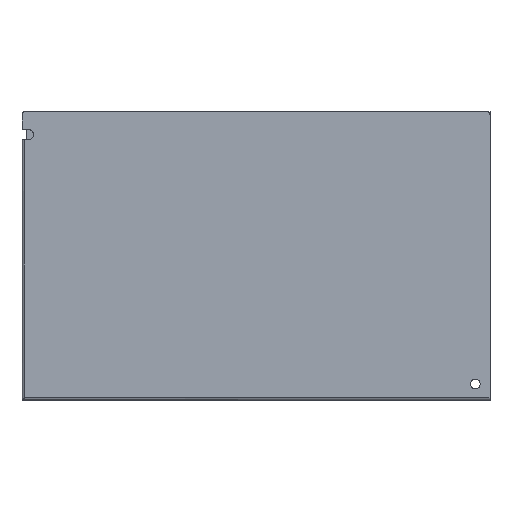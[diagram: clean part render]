
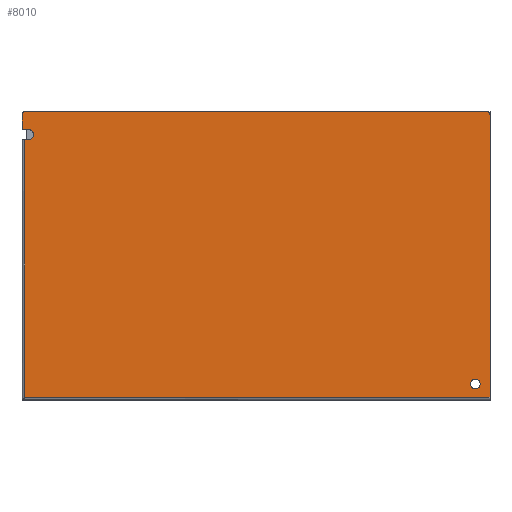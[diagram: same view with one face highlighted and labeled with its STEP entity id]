
A CAD part, front view. The second image highlights one B-rep face of the part: STEP entity #8010.
In plain terms, the highlighted planar face has unit normal (0, -1, 0).
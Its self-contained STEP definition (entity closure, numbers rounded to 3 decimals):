
#659 = VECTOR ( 'NONE', #46368, 1000. ) ;
#833 = LINE ( 'NONE', #4571, #659 ) ;
#1186 = VECTOR ( 'NONE', #20595, 1000. ) ;
#1812 = DIRECTION ( 'NONE',  ( 0., -1., 0. ) ) ;
#2655 = EDGE_CURVE ( 'NONE', #17876, #36851, #25953, .T. ) ;
#3394 = CARTESIAN_POINT ( 'NONE',  ( 89.793, 0., -53.916 ) ) ;
#4571 = CARTESIAN_POINT ( 'NONE',  ( -68.207, 0., -53.916 ) ) ;
#4996 = ORIENTED_EDGE ( 'NONE', *, *, #37265, .F. ) ;
#5220 = CARTESIAN_POINT ( 'NONE',  ( 88.793, 0., 44.084 ) ) ;
#5296 = CARTESIAN_POINT ( 'NONE',  ( -69.207, 0., 44.084 ) ) ;
#6014 = PLANE ( 'NONE',  #15056 ) ;
#6084 = DIRECTION ( 'NONE',  ( 0., 0., 1. ) ) ;
#6115 = VERTEX_POINT ( 'NONE', #20036 ) ;
#6134 = DIRECTION ( 'NONE',  ( 1., 0., 0. ) ) ;
#6304 = VERTEX_POINT ( 'NONE', #47010 ) ;
#6590 = VERTEX_POINT ( 'NONE', #5220 ) ;
#6698 = LINE ( 'NONE', #22497, #44999 ) ;
#6954 = EDGE_CURVE ( 'NONE', #36851, #40625, #26435, .T. ) ;
#7253 = DIRECTION ( 'NONE',  ( 0., -1., 0. ) ) ;
#7579 = AXIS2_PLACEMENT_3D ( 'NONE', #45596, #7253, #41647 ) ;
#7580 = LINE ( 'NONE', #3394, #35223 ) ;
#7894 = DIRECTION ( 'NONE',  ( 0., 0., 1. ) ) ;
#8010 = ADVANCED_FACE ( 'NONE', ( #47091, #31502 ), #6014, .T. ) ;
#8617 = CARTESIAN_POINT ( 'NONE',  ( 84.793, 0., -50.066 ) ) ;
#8937 = CARTESIAN_POINT ( 'NONE',  ( -67.057, 0., 38.084 ) ) ;
#9159 = CARTESIAN_POINT ( 'NONE',  ( -67.057, 0., 36.334 ) ) ;
#9496 = ORIENTED_EDGE ( 'NONE', *, *, #20509, .F. ) ;
#9593 = EDGE_CURVE ( 'NONE', #9695, #40346, #47471, .T. ) ;
#9695 = VERTEX_POINT ( 'NONE', #46246 ) ;
#9793 = CARTESIAN_POINT ( 'NONE',  ( 84.793, 0., -48.416 ) ) ;
#11856 = DIRECTION ( 'NONE',  ( 0., 1., 0. ) ) ;
#14497 = DIRECTION ( 'NONE',  ( 0., 0., 1. ) ) ;
#14640 = EDGE_CURVE ( 'NONE', #6115, #6590, #39976, .T. ) ;
#15056 = AXIS2_PLACEMENT_3D ( 'NONE', #39412, #1812, #17358 ) ;
#15553 = ORIENTED_EDGE ( 'NONE', *, *, #31427, .T. ) ;
#15728 = VECTOR ( 'NONE', #37819, 1000. ) ;
#17319 = EDGE_CURVE ( 'NONE', #17553, #6304, #833, .T. ) ;
#17358 = DIRECTION ( 'NONE',  ( 0., 0., -1. ) ) ;
#17553 = VERTEX_POINT ( 'NONE', #43625 ) ;
#17876 = VERTEX_POINT ( 'NONE', #8937 ) ;
#18040 = EDGE_CURVE ( 'NONE', #6304, #38172, #6698, .T. ) ;
#18566 = AXIS2_PLACEMENT_3D ( 'NONE', #9793, #39981, #6084 ) ;
#18768 = CIRCLE ( 'NONE', #40928, 1.75 ) ;
#18976 = VECTOR ( 'NONE', #48478, 1000. ) ;
#19080 = CIRCLE ( 'NONE', #38084, 1. ) ;
#19982 = VECTOR ( 'NONE', #6134, 1000. ) ;
#20036 = CARTESIAN_POINT ( 'NONE',  ( 89.793, 0., 43.084 ) ) ;
#20509 = EDGE_CURVE ( 'NONE', #17553, #27882, #33588, .T. ) ;
#20572 = CARTESIAN_POINT ( 'NONE',  ( -69.207, 0., 38.084 ) ) ;
#20595 = DIRECTION ( 'NONE',  ( 1., 0., 0. ) ) ;
#22497 = CARTESIAN_POINT ( 'NONE',  ( 0., 0., -52.916 ) ) ;
#22545 = CIRCLE ( 'NONE', #18566, 1.65 ) ;
#22941 = ORIENTED_EDGE ( 'NONE', *, *, #18040, .T. ) ;
#23187 = CARTESIAN_POINT ( 'NONE',  ( -68.207, 0., 43.084 ) ) ;
#23767 = ORIENTED_EDGE ( 'NONE', *, *, #28584, .T. ) ;
#24354 = CARTESIAN_POINT ( 'NONE',  ( -67.057, 0., 34.584 ) ) ;
#25953 = LINE ( 'NONE', #40828, #18976 ) ;
#26224 = DIRECTION ( 'NONE',  ( 1., 0., 0. ) ) ;
#26420 = DIRECTION ( 'NONE',  ( 0., 0., -1. ) ) ;
#26435 = LINE ( 'NONE', #41539, #15728 ) ;
#27882 = VERTEX_POINT ( 'NONE', #24354 ) ;
#28584 = EDGE_CURVE ( 'NONE', #41349, #40625, #19080, .T. ) ;
#30616 = DIRECTION ( 'NONE',  ( 0., -1., 0. ) ) ;
#30668 = ORIENTED_EDGE ( 'NONE', *, *, #43353, .T. ) ;
#31427 = EDGE_CURVE ( 'NONE', #38172, #6115, #7580, .T. ) ;
#31502 = FACE_OUTER_BOUND ( 'NONE', #39236, .T. ) ;
#31513 = LINE ( 'NONE', #5296, #1186 ) ;
#31987 = ORIENTED_EDGE ( 'NONE', *, *, #35026, .F. ) ;
#32351 = ORIENTED_EDGE ( 'NONE', *, *, #17319, .T. ) ;
#33228 = CARTESIAN_POINT ( 'NONE',  ( 84.793, 0., -48.416 ) ) ;
#33588 = LINE ( 'NONE', #48686, #19982 ) ;
#33759 = CARTESIAN_POINT ( 'NONE',  ( -68.207, 0., 44.084 ) ) ;
#35026 = EDGE_CURVE ( 'NONE', #41349, #6590, #31513, .T. ) ;
#35223 = VECTOR ( 'NONE', #14497, 1000. ) ;
#35638 = DIRECTION ( 'NONE',  ( 0., 0., -1. ) ) ;
#36851 = VERTEX_POINT ( 'NONE', #20572 ) ;
#37265 = EDGE_CURVE ( 'NONE', #27882, #17876, #18768, .T. ) ;
#37819 = DIRECTION ( 'NONE',  ( 0., 0., 1. ) ) ;
#38084 = AXIS2_PLACEMENT_3D ( 'NONE', #23187, #30616, #26420 ) ;
#38172 = VERTEX_POINT ( 'NONE', #47081 ) ;
#38856 = ORIENTED_EDGE ( 'NONE', *, *, #9593, .T. ) ;
#39236 = EDGE_LOOP ( 'NONE', ( #31987, #23767, #42947, #46685, #4996, #9496, #32351, #22941, #15553, #48363 ) ) ;
#39412 = CARTESIAN_POINT ( 'NONE',  ( 0., 0., 0. ) ) ;
#39772 = CARTESIAN_POINT ( 'NONE',  ( -69.207, 0., 43.084 ) ) ;
#39976 = CIRCLE ( 'NONE', #7579, 1. ) ;
#39981 = DIRECTION ( 'NONE',  ( 0., 1., 0. ) ) ;
#40346 = VERTEX_POINT ( 'NONE', #8617 ) ;
#40625 = VERTEX_POINT ( 'NONE', #39772 ) ;
#40828 = CARTESIAN_POINT ( 'NONE',  ( -67.057, 0., 38.084 ) ) ;
#40928 = AXIS2_PLACEMENT_3D ( 'NONE', #9159, #46773, #35638 ) ;
#41349 = VERTEX_POINT ( 'NONE', #33759 ) ;
#41539 = CARTESIAN_POINT ( 'NONE',  ( -69.207, 0., -53.916 ) ) ;
#41647 = DIRECTION ( 'NONE',  ( 0., 0., -1. ) ) ;
#42947 = ORIENTED_EDGE ( 'NONE', *, *, #6954, .F. ) ;
#43353 = EDGE_CURVE ( 'NONE', #40346, #9695, #22545, .T. ) ;
#43625 = CARTESIAN_POINT ( 'NONE',  ( -68.207, 0., 34.584 ) ) ;
#44999 = VECTOR ( 'NONE', #26224, 1000. ) ;
#45101 = AXIS2_PLACEMENT_3D ( 'NONE', #33228, #11856, #7894 ) ;
#45596 = CARTESIAN_POINT ( 'NONE',  ( 88.793, 0., 43.084 ) ) ;
#46246 = CARTESIAN_POINT ( 'NONE',  ( 84.793, 0., -46.766 ) ) ;
#46268 = EDGE_LOOP ( 'NONE', ( #38856, #30668 ) ) ;
#46368 = DIRECTION ( 'NONE',  ( 0., 0., -1. ) ) ;
#46685 = ORIENTED_EDGE ( 'NONE', *, *, #2655, .F. ) ;
#46773 = DIRECTION ( 'NONE',  ( 0., -1., 0. ) ) ;
#47010 = CARTESIAN_POINT ( 'NONE',  ( -68.207, 0., -52.916 ) ) ;
#47081 = CARTESIAN_POINT ( 'NONE',  ( 89.793, 0., -52.916 ) ) ;
#47091 = FACE_BOUND ( 'NONE', #46268, .T. ) ;
#47471 = CIRCLE ( 'NONE', #45101, 1.65 ) ;
#48363 = ORIENTED_EDGE ( 'NONE', *, *, #14640, .T. ) ;
#48478 = DIRECTION ( 'NONE',  ( -1., 0., 0. ) ) ;
#48686 = CARTESIAN_POINT ( 'NONE',  ( -67.057, 0., 34.584 ) ) ;
